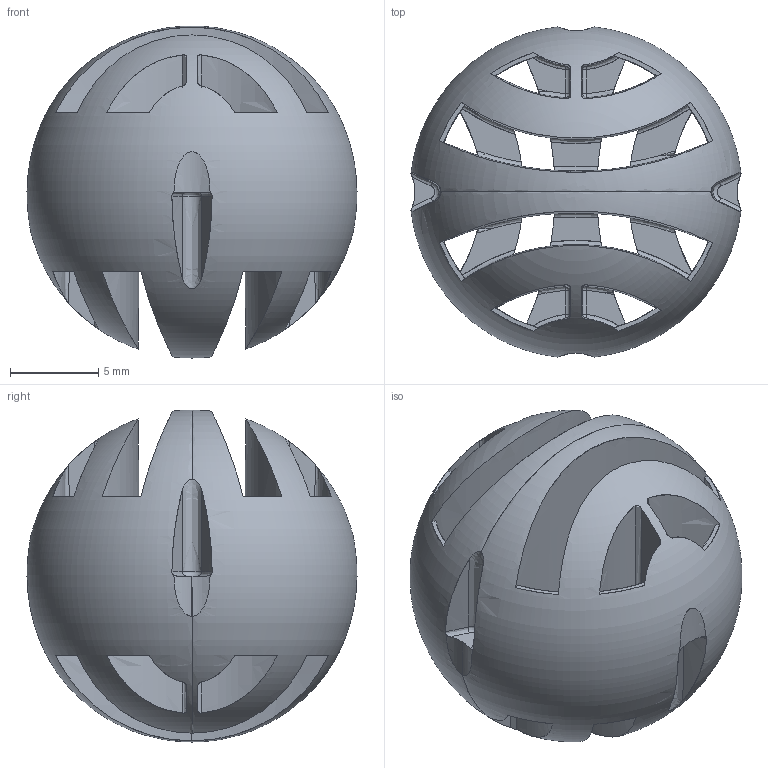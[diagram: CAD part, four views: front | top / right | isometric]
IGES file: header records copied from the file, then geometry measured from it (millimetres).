
Start section: SolidWorks IGES file using analytic representation for surfaces
Global section: file name: 10-00149-001b.igs; native system: SolidWorks 2012; preprocessor: SolidWorks 2012; author: Administrator; date: 140512.135345; units: millimetre
Bounding box: 18.69 x 18.69 x 18.8 mm (x, y, z)
Surface area: 2508.3 mm2 (no closed solid volume)
Topology: 0 solids, 0 shells, 197 faces, 2392 edges, 2337 vertices
Faces by surface type: bspline 122, revolution 75
